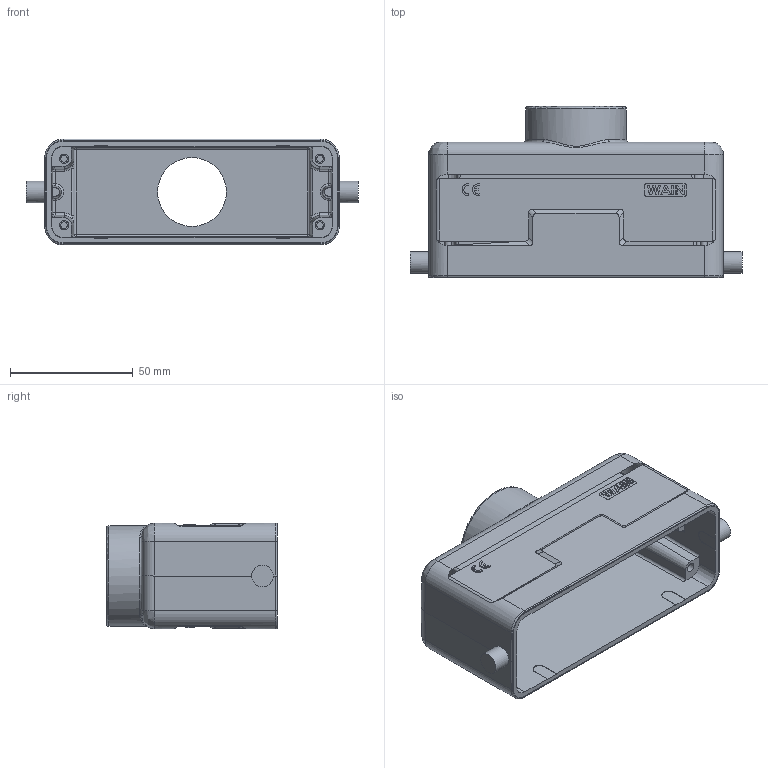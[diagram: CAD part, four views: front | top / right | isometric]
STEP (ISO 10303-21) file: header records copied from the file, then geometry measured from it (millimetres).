
FILE_DESCRIPTION(/* description */ (''),/* implementation_level */ '2;1');
FILE_NAME(/* name */ '3D_1241244101002_WV24B-TE-2B-M32_V1.1.stp',/* time_stamp */ '2023-12-16T16:01:25+08:00',/* author */ (''),/* organization */ (''),/* preprocessor_version */ 'ST-DEVELOPER v18.1',/* originating_system */ 'SIEMENS PLM Software NX 1980',/* authorisation */ '');
FILE_SCHEMA (('AP203_CONFIGURATION_CONTROLLED_3D_DESIGN_OF_MECHANICAL_PARTS_AND_ASSEMBLIES_MIM_LF { 1 0 10303 403 2 1 2}'));
Length unit declared in the file: millimetre
Products named in the file (1): 3D_1241244101001_WV24B-TE-2B-M25_V1.0_stp
Bounding box: 135 x 69.5 x 43 mm (x, y, z)
Volume: 78500.1 mm3; surface area: 44891.8 mm2
Topology: 1 solids, 1 shells, 354 faces, 900 edges, 557 vertices
Faces by surface type: plane 194, cylinder 106, sphere 16, bspline 14, torus 13, cone 11
Full cylindrical faces by diameter (mm): 2.7 x4, 3.701 x4, 8.8 x2, 28 x1, 30.5 x1, 41 x1
Entity records: 10887 total; most frequent: CARTESIAN_POINT 2269, DIRECTION 1792, ORIENTED_EDGE 1730, EDGE_CURVE 865, AXIS2_PLACEMENT_3D 604, LINE 584, VECTOR 584, VERTEX_POINT 553
